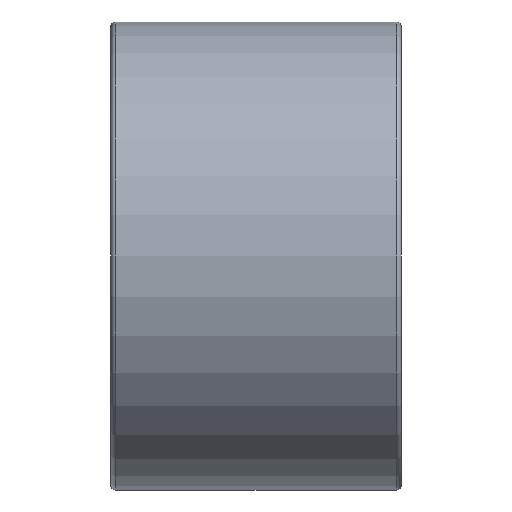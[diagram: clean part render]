
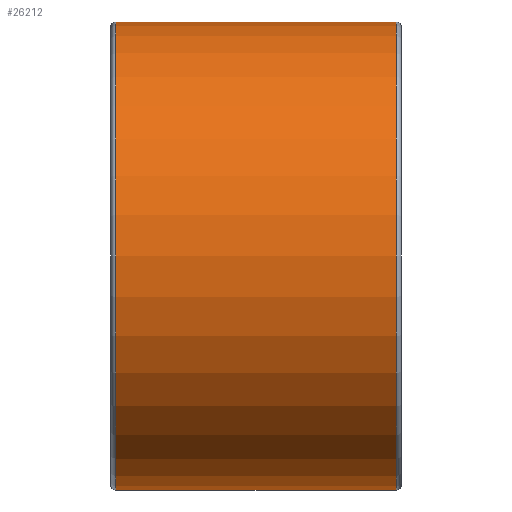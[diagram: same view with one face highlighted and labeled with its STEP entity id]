
A CAD part, front view. The second image highlights one B-rep face of the part: STEP entity #26212.
In plain terms, the highlighted cylindrical face has radius 90.5 mm (diameter 181 mm), a partial arc.
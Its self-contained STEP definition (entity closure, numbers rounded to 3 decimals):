
#3718 = VERTEX_POINT ( 'NONE', #33255 ) ;
#6798 = CIRCLE ( 'NONE', #19244, 90.5 ) ;
#9085 = CARTESIAN_POINT ( 'NONE',  ( 54.2, 0., -90.5 ) ) ;
#9173 = EDGE_CURVE ( 'NONE', #16056, #23046, #20042, .T. ) ;
#9478 = CYLINDRICAL_SURFACE ( 'NONE', #32811, 90.5 ) ;
#9843 = DIRECTION ( 'NONE',  ( -1., 0., 0. ) ) ;
#10294 = CARTESIAN_POINT ( 'NONE',  ( -54.2, 0., 0. ) ) ;
#12384 = EDGE_CURVE ( 'NONE', #23046, #3718, #14080, .T. ) ;
#12922 = DIRECTION ( 'NONE',  ( 0., 0., 1. ) ) ;
#13731 = DIRECTION ( 'NONE',  ( -1., 0., 0. ) ) ;
#14080 = LINE ( 'NONE', #31976, #24730 ) ;
#15488 = CARTESIAN_POINT ( 'NONE',  ( -39.045, 0., -90.5 ) ) ;
#15816 = VERTEX_POINT ( 'NONE', #33885 ) ;
#16056 = VERTEX_POINT ( 'NONE', #9085 ) ;
#16294 = DIRECTION ( 'NONE',  ( -1., 0., 0. ) ) ;
#16402 = DIRECTION ( 'NONE',  ( 0., 0., 1. ) ) ;
#19244 = AXIS2_PLACEMENT_3D ( 'NONE', #10294, #26112, #12922 ) ;
#19649 = DIRECTION ( 'NONE',  ( -1., 0., 0. ) ) ;
#20042 = CIRCLE ( 'NONE', #24532, 90.5 ) ;
#21426 = CARTESIAN_POINT ( 'NONE',  ( -39.045, 0., 0. ) ) ;
#22225 = FACE_OUTER_BOUND ( 'NONE', #24809, .T. ) ;
#23046 = VERTEX_POINT ( 'NONE', #26878 ) ;
#23728 = ORIENTED_EDGE ( 'NONE', *, *, #28421, .F. ) ;
#23922 = VECTOR ( 'NONE', #9843, 1000. ) ;
#24095 = ORIENTED_EDGE ( 'NONE', *, *, #9173, .T. ) ;
#24532 = AXIS2_PLACEMENT_3D ( 'NONE', #32250, #19649, #27763 ) ;
#24730 = VECTOR ( 'NONE', #16294, 1000. ) ;
#24809 = EDGE_LOOP ( 'NONE', ( #25592, #24095, #26972, #23728 ) ) ;
#25573 = LINE ( 'NONE', #15488, #23922 ) ;
#25592 = ORIENTED_EDGE ( 'NONE', *, *, #32686, .F. ) ;
#26112 = DIRECTION ( 'NONE',  ( -1., 0., 0. ) ) ;
#26212 = ADVANCED_FACE ( 'NONE', ( #22225 ), #9478, .T. ) ;
#26878 = CARTESIAN_POINT ( 'NONE',  ( 54.2, 0., 90.5 ) ) ;
#26972 = ORIENTED_EDGE ( 'NONE', *, *, #12384, .T. ) ;
#27763 = DIRECTION ( 'NONE',  ( 0., 0., 1. ) ) ;
#28421 = EDGE_CURVE ( 'NONE', #15816, #3718, #6798, .T. ) ;
#31976 = CARTESIAN_POINT ( 'NONE',  ( -39.045, 0., 90.5 ) ) ;
#32250 = CARTESIAN_POINT ( 'NONE',  ( 54.2, 0., 0. ) ) ;
#32686 = EDGE_CURVE ( 'NONE', #16056, #15816, #25573, .T. ) ;
#32811 = AXIS2_PLACEMENT_3D ( 'NONE', #21426, #13731, #16402 ) ;
#33255 = CARTESIAN_POINT ( 'NONE',  ( -54.2, 0., 90.5 ) ) ;
#33885 = CARTESIAN_POINT ( 'NONE',  ( -54.2, 0., -90.5 ) ) ;
